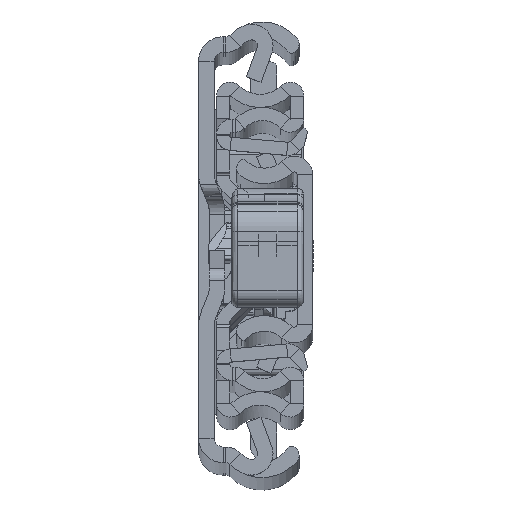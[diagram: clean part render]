
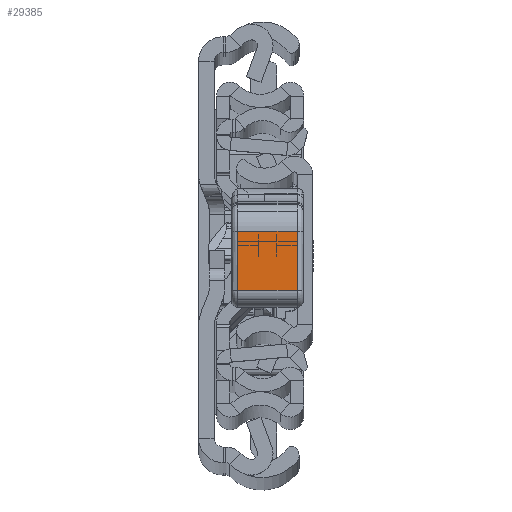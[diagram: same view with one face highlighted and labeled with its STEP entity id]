
A CAD part, top view. The second image highlights one B-rep face of the part: STEP entity #29385.
In plain terms, the highlighted face is planar.
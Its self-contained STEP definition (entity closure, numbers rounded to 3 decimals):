
#189 = DIRECTION ( 'NONE',  ( -0.027, -1., 0. ) ) ;
#236 = EDGE_CURVE ( 'NONE', #7526, #14068, #5147, .T. ) ;
#387 = VECTOR ( 'NONE', #189, 1000. ) ;
#1655 = PLANE ( 'NONE',  #26057 ) ;
#2077 = EDGE_CURVE ( 'NONE', #29494, #8683, #15349, .T. ) ;
#2089 = VECTOR ( 'NONE', #33354, 1000. ) ;
#3036 = EDGE_CURVE ( 'NONE', #8683, #7526, #20211, .T. ) ;
#3093 = DIRECTION ( 'NONE',  ( 0.027, 1., 0. ) ) ;
#5147 = LINE ( 'NONE', #13465, #25317 ) ;
#7463 = LINE ( 'NONE', #25624, #10268 ) ;
#7526 = VERTEX_POINT ( 'NONE', #25316 ) ;
#8683 = VERTEX_POINT ( 'NONE', #20884 ) ;
#8839 = CARTESIAN_POINT ( 'NONE',  ( 39.818, -2.465, 0. ) ) ;
#9340 = DIRECTION ( 'NONE',  ( -1., 0.027, 0. ) ) ;
#9675 = CARTESIAN_POINT ( 'NONE',  ( 39.55, -12.274, 11. ) ) ;
#10268 = VECTOR ( 'NONE', #17808, 1000. ) ;
#12198 = EDGE_LOOP ( 'NONE', ( #27387, #21881, #21944, #20155 ) ) ;
#13465 = CARTESIAN_POINT ( 'NONE',  ( 39.55, -12.274, 0. ) ) ;
#14068 = VERTEX_POINT ( 'NONE', #8839 ) ;
#15349 = LINE ( 'NONE', #25688, #387 ) ;
#16930 = EDGE_CURVE ( 'NONE', #14068, #29494, #7463, .T. ) ;
#17808 = DIRECTION ( 'NONE',  ( 0., 0., 1. ) ) ;
#19663 = DIRECTION ( 'NONE',  ( -0.027, -1., 0. ) ) ;
#20155 = ORIENTED_EDGE ( 'NONE', *, *, #2077, .T. ) ;
#20211 = LINE ( 'NONE', #28032, #2089 ) ;
#20884 = CARTESIAN_POINT ( 'NONE',  ( 39.55, -12.274, 10. ) ) ;
#21881 = ORIENTED_EDGE ( 'NONE', *, *, #236, .T. ) ;
#21944 = ORIENTED_EDGE ( 'NONE', *, *, #16930, .T. ) ;
#25316 = CARTESIAN_POINT ( 'NONE',  ( 39.55, -12.274, 0. ) ) ;
#25317 = VECTOR ( 'NONE', #3093, 1000. ) ;
#25443 = FACE_OUTER_BOUND ( 'NONE', #12198, .T. ) ;
#25624 = CARTESIAN_POINT ( 'NONE',  ( 39.818, -2.465, 11. ) ) ;
#25688 = CARTESIAN_POINT ( 'NONE',  ( 39.55, -12.274, 10. ) ) ;
#26057 = AXIS2_PLACEMENT_3D ( 'NONE', #9675, #9340, #19663 ) ;
#27387 = ORIENTED_EDGE ( 'NONE', *, *, #3036, .T. ) ;
#28032 = CARTESIAN_POINT ( 'NONE',  ( 39.55, -12.274, 11. ) ) ;
#29385 = ADVANCED_FACE ( 'NONE', ( #25443 ), #1655, .F. ) ;
#29494 = VERTEX_POINT ( 'NONE', #30571 ) ;
#30571 = CARTESIAN_POINT ( 'NONE',  ( 39.818, -2.465, 10. ) ) ;
#33354 = DIRECTION ( 'NONE',  ( 0., 0., -1. ) ) ;
